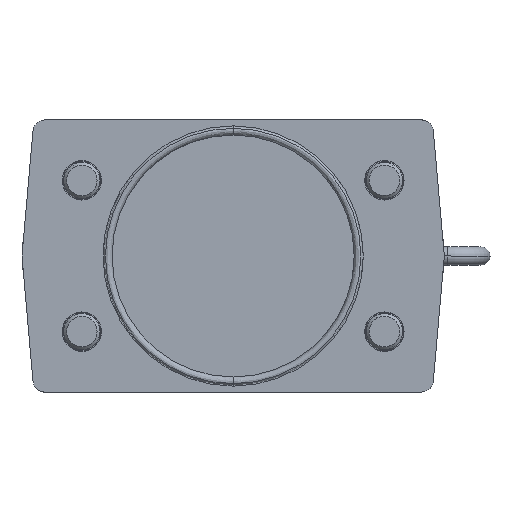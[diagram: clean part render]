
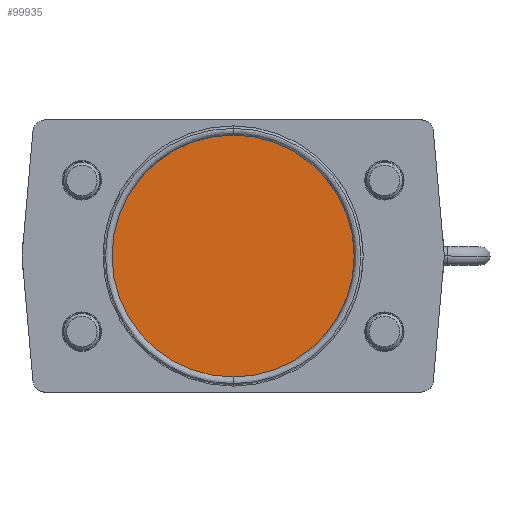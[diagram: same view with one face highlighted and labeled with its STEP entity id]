
A CAD part, front view. The second image highlights one B-rep face of the part: STEP entity #99935.
In plain terms, the highlighted planar face has unit normal (0, -1, 0).
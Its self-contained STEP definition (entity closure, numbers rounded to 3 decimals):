
#2380 = EDGE_LOOP ( 'NONE', ( #90060, #69249 ) ) ;
#9025 = CARTESIAN_POINT ( 'NONE',  ( 0., 3., 0. ) ) ;
#9774 = DIRECTION ( 'NONE',  ( 0., 0., 1. ) ) ;
#11486 = CARTESIAN_POINT ( 'NONE',  ( 40., 3., 0. ) ) ;
#13954 = VERTEX_POINT ( 'NONE', #21624 ) ;
#17085 = DIRECTION ( 'NONE',  ( -1., 0., 0. ) ) ;
#21624 = CARTESIAN_POINT ( 'NONE',  ( -40., 3., 0. ) ) ;
#24100 = FACE_OUTER_BOUND ( 'NONE', #2380, .T. ) ;
#25456 = PLANE ( 'NONE',  #81399 ) ;
#41236 = CARTESIAN_POINT ( 'NONE',  ( 62., 3., 40.8 ) ) ;
#43579 = DIRECTION ( 'NONE',  ( 0., 1., 0. ) ) ;
#48163 = VERTEX_POINT ( 'NONE', #11486 ) ;
#57065 = DIRECTION ( 'NONE',  ( 0., 1., 0. ) ) ;
#57087 = AXIS2_PLACEMENT_3D ( 'NONE', #90369, #43579, #98193 ) ;
#64159 = DIRECTION ( 'NONE',  ( 0., 1., 0. ) ) ;
#68468 = AXIS2_PLACEMENT_3D ( 'NONE', #9025, #64159, #17085 ) ;
#69249 = ORIENTED_EDGE ( 'NONE', *, *, #97894, .F. ) ;
#71213 = EDGE_CURVE ( 'NONE', #48163, #13954, #72949, .T. ) ;
#72949 = CIRCLE ( 'NONE', #68468, 40. ) ;
#81399 = AXIS2_PLACEMENT_3D ( 'NONE', #41236, #57065, #9774 ) ;
#90060 = ORIENTED_EDGE ( 'NONE', *, *, #71213, .F. ) ;
#90369 = CARTESIAN_POINT ( 'NONE',  ( 0., 3., 0. ) ) ;
#97894 = EDGE_CURVE ( 'NONE', #13954, #48163, #97996, .T. ) ;
#97996 = CIRCLE ( 'NONE', #57087, 40. ) ;
#98193 = DIRECTION ( 'NONE',  ( -1., 0., 0. ) ) ;
#99935 = ADVANCED_FACE ( 'NONE', ( #24100 ), #25456, .F. ) ;
